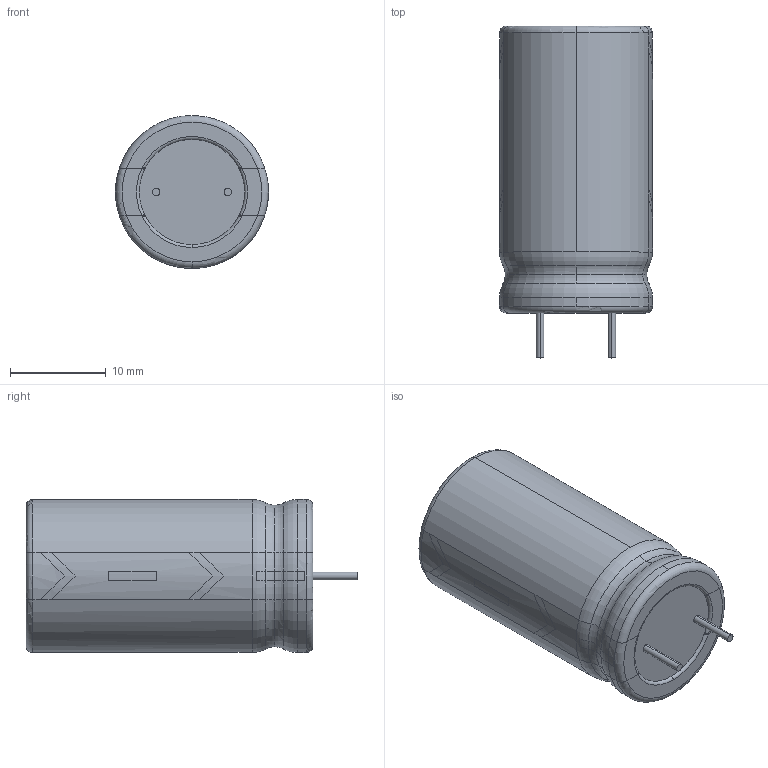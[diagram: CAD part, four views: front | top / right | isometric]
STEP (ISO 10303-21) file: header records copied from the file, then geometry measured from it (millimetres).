
FILE_DESCRIPTION (( 'STEP AP214' ), '1' );
FILE_NAME ('El_7.5_16_30.STEP', '2023-07-15T16:27:08', ( 'Yurii' ), ( '' ), 'SwSTEP 2.0', 'SolidWorks 2019', '' );
FILE_SCHEMA (( 'AUTOMOTIVE_DESIGN' ));
Length unit declared in the file: millimetre
Products named in the file (1): El_7.5_16_30
Bounding box: 16 x 34.7 x 16 mm (x, y, z)
Volume: 5898.1 mm3; surface area: 1927.5 mm2
Topology: 1 solids, 1 shells, 125 faces, 306 edges, 187 vertices
Faces by surface type: torus 62, cylinder 39, plane 24
Entity records: 5084 total; most frequent: CARTESIAN_POINT 939, DIRECTION 645, ORIENTED_EDGE 612, EDGE_CURVE 306, AXIS2_PLACEMENT_3D 281, VERTEX_POINT 187, CIRCLE 155, EDGE_LOOP 129
